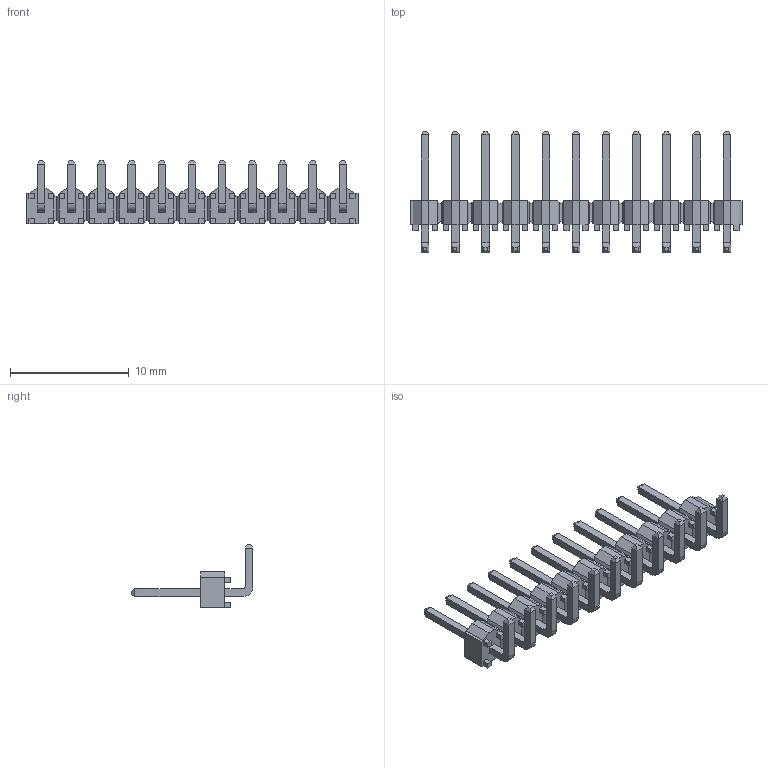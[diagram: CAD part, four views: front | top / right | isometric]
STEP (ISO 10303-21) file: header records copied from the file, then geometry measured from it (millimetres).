
FILE_DESCRIPTION( ( 'STEP AP214' ), '1' );
FILE_NAME( 'TSW-111-08-G-S-RA.stp', '2020-02-22T00:50:11', ( '' ), ( '' ), ' ', 'PARTsolutions', ' ' );
FILE_SCHEMA( ( 'AUTOMOTIVE_DESIGN { 1 0 10303 214 1 1 1 1 }' ) );
Length unit declared in the file: inch
Products named in the file (3): TSW-111-08-G-S-RA; _TSW-111-08-G-S-RA_body; _T-1S6-08-TSW-1-08-11-RA-S
Assembly tree (2 placements, depth 2):
  TSW-111-08-G-S-RA
    _TSW-111-08-G-S-RA_body
    _T-1S6-08-TSW-1-08-11-RA-S
Bounding box: 27.94 x 10.22 x 5.31 mm (x, y, z)
Volume: 209.6 mm3; surface area: 813 mm2
Topology: 2 solids, 2 shells, 658 faces, 1648 edges, 1016 vertices
Faces by surface type: plane 636, cylinder 22
Entity records: 24294 total; most frequent: CARTESIAN_POINT 3325, ORIENTED_EDGE 3296, DIRECTION 3014, EDGE_CURVE 1648, LINE 1604, VECTOR 1604, VERTEX_POINT 1016, AXIS2_PLACEMENT_3D 705
